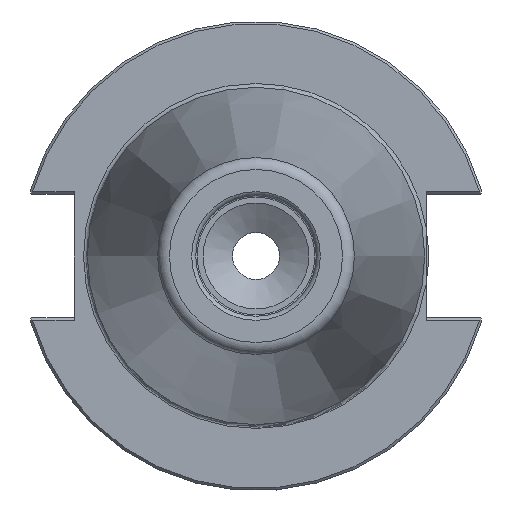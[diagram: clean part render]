
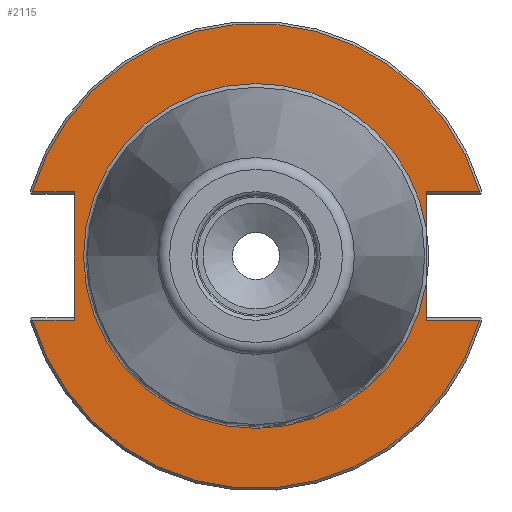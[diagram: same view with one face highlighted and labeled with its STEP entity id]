
A CAD part, left-side view. The second image highlights one B-rep face of the part: STEP entity #2115.
In plain terms, the highlighted planar face has unit normal (-1, 0, 0).
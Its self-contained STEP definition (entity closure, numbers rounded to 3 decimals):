
#114=LINE('',#3317,#223);
#118=LINE('',#3325,#227);
#119=LINE('',#3329,#228);
#120=LINE('',#3331,#229);
#121=LINE('',#3333,#230);
#122=LINE('',#3337,#231);
#123=LINE('',#3339,#232);
#223=VECTOR('',#2664,10.);
#227=VECTOR('',#2670,10.);
#228=VECTOR('',#2673,10.);
#229=VECTOR('',#2674,10.);
#230=VECTOR('',#2675,10.);
#231=VECTOR('',#2678,10.);
#232=VECTOR('',#2679,10.);
#367=PLANE('',#2301);
#432=FACE_OUTER_BOUND('',#551,.T.);
#551=EDGE_LOOP('',(#1520,#1521,#1522,#1523,#1524,#1525,#1526,#1527,#1528,
#1529,#1530));
#705=CIRCLE('',#2302,48.25);
#706=CIRCLE('',#2303,48.25);
#707=CIRCLE('',#2304,35.8);
#708=CIRCLE('',#2305,35.8);
#868=VERTEX_POINT('',#3312);
#869=VERTEX_POINT('',#3316);
#872=VERTEX_POINT('',#3324);
#873=VERTEX_POINT('',#3326);
#874=VERTEX_POINT('',#3328);
#875=VERTEX_POINT('',#3330);
#876=VERTEX_POINT('',#3332);
#877=VERTEX_POINT('',#3334);
#878=VERTEX_POINT('',#3336);
#879=VERTEX_POINT('',#3338);
#880=VERTEX_POINT('',#3340);
#1121=EDGE_CURVE('',#868,#869,#114,.T.);
#1125=EDGE_CURVE('',#872,#869,#118,.T.);
#1126=EDGE_CURVE('',#873,#868,#705,.T.);
#1127=EDGE_CURVE('',#874,#873,#119,.T.);
#1128=EDGE_CURVE('',#874,#875,#120,.T.);
#1129=EDGE_CURVE('',#876,#875,#121,.T.);
#1130=EDGE_CURVE('',#877,#876,#706,.T.);
#1131=EDGE_CURVE('',#878,#877,#122,.T.);
#1132=EDGE_CURVE('',#878,#879,#123,.T.);
#1133=EDGE_CURVE('',#879,#880,#707,.T.);
#1134=EDGE_CURVE('',#880,#872,#708,.T.);
#1520=ORIENTED_EDGE('',*,*,#1125,.T.);
#1521=ORIENTED_EDGE('',*,*,#1121,.F.);
#1522=ORIENTED_EDGE('',*,*,#1126,.F.);
#1523=ORIENTED_EDGE('',*,*,#1127,.F.);
#1524=ORIENTED_EDGE('',*,*,#1128,.T.);
#1525=ORIENTED_EDGE('',*,*,#1129,.F.);
#1526=ORIENTED_EDGE('',*,*,#1130,.F.);
#1527=ORIENTED_EDGE('',*,*,#1131,.F.);
#1528=ORIENTED_EDGE('',*,*,#1132,.T.);
#1529=ORIENTED_EDGE('',*,*,#1133,.T.);
#1530=ORIENTED_EDGE('',*,*,#1134,.T.);
#2115=ADVANCED_FACE('',(#432),#367,.T.);
#2301=AXIS2_PLACEMENT_3D('',#3323,#2668,#2669);
#2302=AXIS2_PLACEMENT_3D('',#3327,#2671,#2672);
#2303=AXIS2_PLACEMENT_3D('',#3335,#2676,#2677);
#2304=AXIS2_PLACEMENT_3D('',#3341,#2680,#2681);
#2305=AXIS2_PLACEMENT_3D('',#3342,#2682,#2683);
#2664=DIRECTION('',(0.,1.,0.));
#2668=DIRECTION('center_axis',(-1.,0.,0.));
#2669=DIRECTION('ref_axis',(0.,0.,1.));
#2670=DIRECTION('',(0.,0.,1.));
#2671=DIRECTION('center_axis',(1.,0.,0.));
#2672=DIRECTION('ref_axis',(0.,0.,-1.));
#2673=DIRECTION('',(0.,1.,0.));
#2674=DIRECTION('',(0.,0.,-1.));
#2675=DIRECTION('',(0.,-1.,0.));
#2676=DIRECTION('center_axis',(1.,0.,0.));
#2677=DIRECTION('ref_axis',(0.,0.,-1.));
#2678=DIRECTION('',(0.,-1.,0.));
#2679=DIRECTION('',(0.,0.,1.));
#2680=DIRECTION('center_axis',(1.,0.,0.));
#2681=DIRECTION('ref_axis',(0.,0.,-1.));
#2682=DIRECTION('center_axis',(1.,0.,0.));
#2683=DIRECTION('ref_axis',(0.,0.,-1.));
#3312=CARTESIAN_POINT('',(1.5,-46.373,13.325));
#3316=CARTESIAN_POINT('',(1.5,-35.3,13.325));
#3317=CARTESIAN_POINT('',(1.5,6.475,13.325));
#3323=CARTESIAN_POINT('Origin',(1.5,48.25,0.));
#3324=CARTESIAN_POINT('',(1.5,-35.3,5.962));
#3325=CARTESIAN_POINT('',(1.5,-35.3,-6.413));
#3326=CARTESIAN_POINT('',(1.5,46.373,13.325));
#3327=CARTESIAN_POINT('Origin',(1.5,0.,0.));
#3328=CARTESIAN_POINT('',(1.5,37.7,13.325));
#3329=CARTESIAN_POINT('',(1.5,61.395,13.325));
#3330=CARTESIAN_POINT('',(1.5,37.7,-13.325));
#3331=CARTESIAN_POINT('',(1.5,37.7,6.413));
#3332=CARTESIAN_POINT('',(1.5,46.373,-13.325));
#3333=CARTESIAN_POINT('',(1.5,42.975,-13.325));
#3334=CARTESIAN_POINT('',(1.5,-46.373,-13.325));
#3335=CARTESIAN_POINT('Origin',(1.5,0.,0.));
#3336=CARTESIAN_POINT('',(1.5,-35.3,-13.325));
#3337=CARTESIAN_POINT('',(1.5,-13.707,-13.325));
#3338=CARTESIAN_POINT('',(1.5,-35.3,-5.962));
#3339=CARTESIAN_POINT('',(1.5,-35.3,-6.413));
#3340=CARTESIAN_POINT('',(1.5,0.,35.8));
#3341=CARTESIAN_POINT('Origin',(1.5,0.,
0.));
#3342=CARTESIAN_POINT('Origin',(1.5,0.,
0.));
